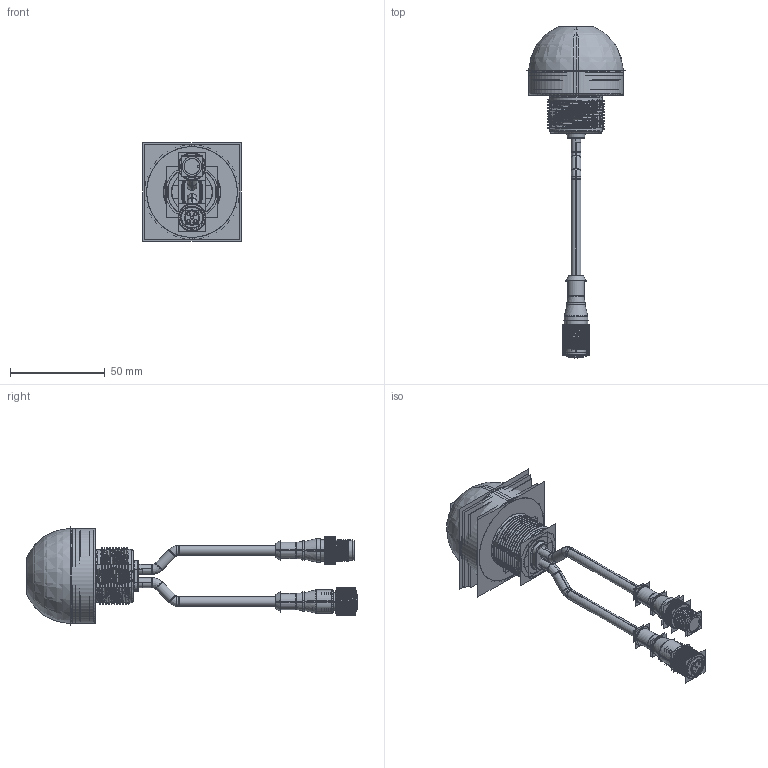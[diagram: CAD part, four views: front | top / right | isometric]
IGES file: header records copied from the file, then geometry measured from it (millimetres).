
Start section:  PTC IGES file: 212848.igs
Global section: file name: 212848.igs; native system: Creo Parametric by PTC Inc.; preprocessor: 2019292; author: PDMAdmin; organization: Unknown; date: 20200120.143701; units: millimetre
Bounding box: 52.03 x 175.19 x 52 mm (x, y, z)
Volume: 41517.8 mm3; surface area: 578435.4 mm2
Topology: 17 solids, 89 shells, 12422 faces, 55234 edges, 65959 vertices
Faces by surface type: bspline 9048, revolution 3374
